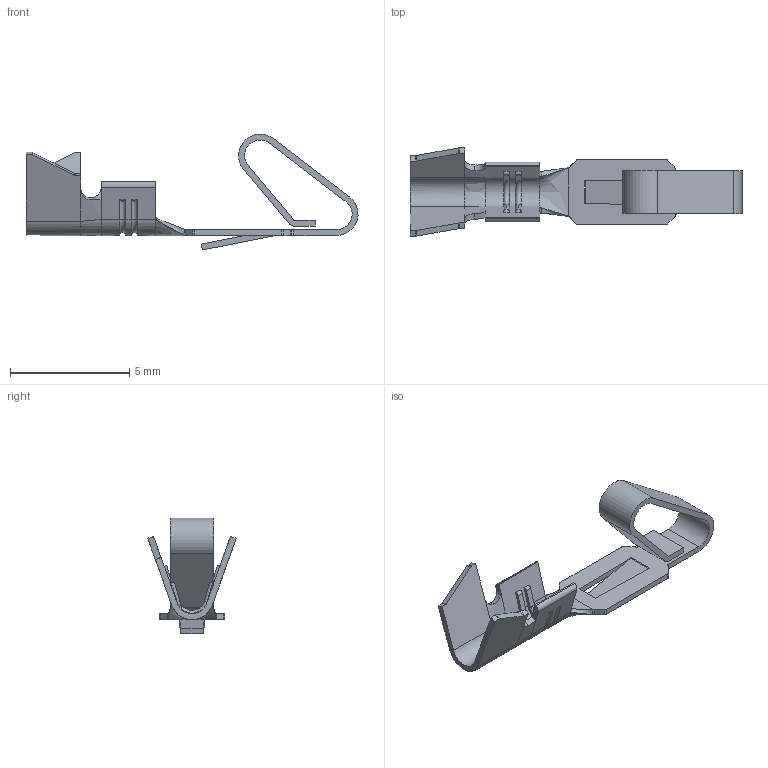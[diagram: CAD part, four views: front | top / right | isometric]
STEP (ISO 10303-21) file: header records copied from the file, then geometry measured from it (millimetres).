
FILE_DESCRIPTION( ( 'Unknown' ), '1' );
FILE_NAME( '64500113722_Pin_only.stp', 'Unknown', ( 'Unknown' ), ( 'Unknown' ), 'XStep 1.0', 'Unknown', ' ' );
FILE_SCHEMA( ( 'CONFIG_CONTROL_DESIGN' ) );
Length unit declared in the file: millimetre
Products named in the file (1): 1
Bounding box: 13.9 x 3.7 x 4.85 mm (x, y, z)
Volume: 17.6 mm3; surface area: 163.3 mm2
Topology: 1 solids, 1 shells, 125 faces, 354 edges, 227 vertices
Faces by surface type: plane 57, cylinder 40, bspline 24, torus 4
Entity records: 5042 total; most frequent: CARTESIAN_POINT 1904, ORIENTED_EDGE 708, DIRECTION 571, EDGE_CURVE 354, VERTEX_POINT 227, LINE 199, VECTOR 199, AXIS2_PLACEMENT_3D 186
